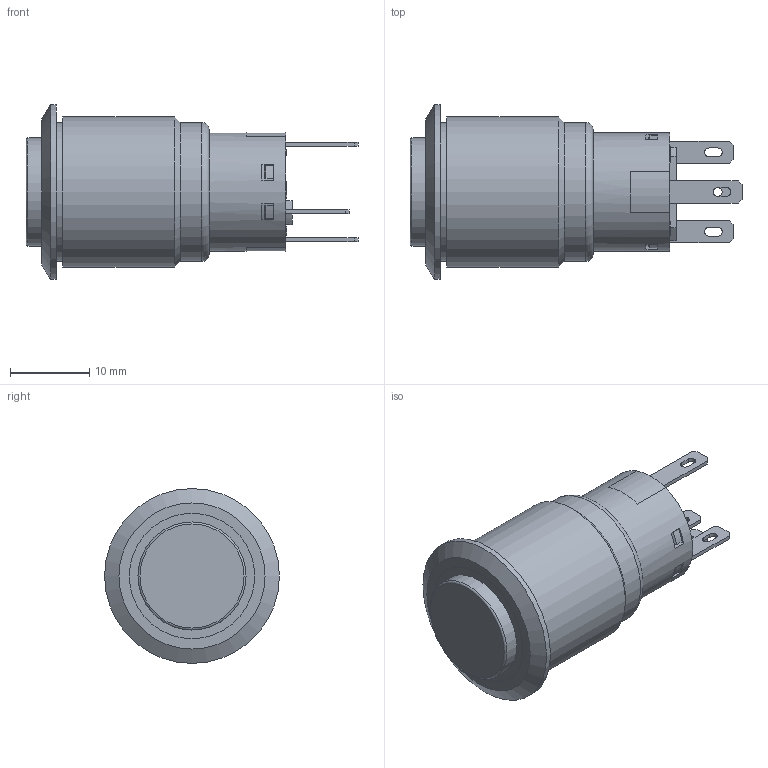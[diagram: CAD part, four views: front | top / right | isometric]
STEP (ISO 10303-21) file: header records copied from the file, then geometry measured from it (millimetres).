
FILE_DESCRIPTION(/* description */ (''),/* implementation_level */ '2;1');
FILE_NAME(/* name */ 'PV4H2G0xx-3xx.stp',/* time_stamp */ '2025-05-28T15:41:54-05:00',/* author */ ('mroman'),/* organization */ (''),/* preprocessor_version */ 'ST-DEVELOPER v18.1',/* originating_system */ 'Autodesk Inventor 2022',/* authorisation */ '');
FILE_SCHEMA (('AUTOMOTIVE_DESIGN { 1 0 10303 214 3 1 1 }'));
Length unit declared in the file: centimetre
Products named in the file (1): PV4H2G0xx-3xx
Bounding box: 41.8 x 22 x 22 mm (x, y, z)
Volume: 4886.9 mm3; surface area: 4099.2 mm2
Topology: 1 solids, 2 shells, 213 faces, 566 edges, 380 vertices
Faces by surface type: plane 143, cylinder 34, bspline 27, cone 6, torus 3
Full cylindrical faces by diameter (mm): 12.8 x1, 13.6 x2, 14.9 x1, 15 x1, 15.8 x1, 17.5 x2, 18.9 x1, 22 x1
Entity records: 6826 total; most frequent: CARTESIAN_POINT 1535, ORIENTED_EDGE 1132, DIRECTION 987, EDGE_CURVE 566, LINE 395, VECTOR 395, VERTEX_POINT 380, AXIS2_PLACEMENT_3D 296
